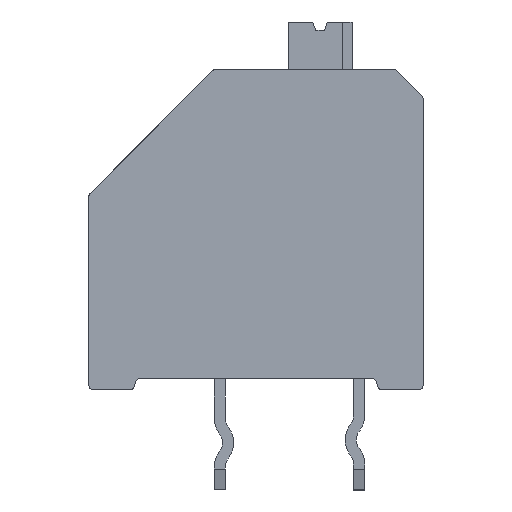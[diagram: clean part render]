
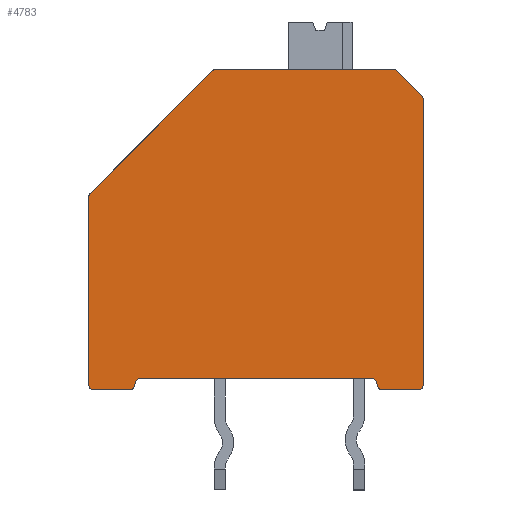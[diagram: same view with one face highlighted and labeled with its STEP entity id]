
A CAD part, front view. The second image highlights one B-rep face of the part: STEP entity #4783.
In plain terms, the highlighted planar face has unit normal (0, -1, 0).
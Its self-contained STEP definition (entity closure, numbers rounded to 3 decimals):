
#207=CIRCLE('',#5117,0.17);
#208=CIRCLE('',#5120,0.17);
#209=CIRCLE('',#5122,0.17);
#210=CIRCLE('',#5124,0.17);
#211=CIRCLE('',#5127,0.17);
#212=CIRCLE('',#5132,0.17);
#213=CIRCLE('',#5136,0.17);
#214=CIRCLE('',#5138,0.17);
#215=CIRCLE('',#5140,0.17);
#216=CIRCLE('',#5145,0.17);
#1191=ORIENTED_EDGE('',*,*,#1718,.F.);
#1192=ORIENTED_EDGE('',*,*,#1726,.T.);
#1193=ORIENTED_EDGE('',*,*,#1736,.T.);
#1194=ORIENTED_EDGE('',*,*,#1730,.F.);
#1195=ORIENTED_EDGE('',*,*,#1756,.T.);
#1196=ORIENTED_EDGE('',*,*,#1752,.F.);
#1197=ORIENTED_EDGE('',*,*,#1754,.T.);
#1198=ORIENTED_EDGE('',*,*,#1728,.T.);
#1199=ORIENTED_EDGE('',*,*,#1724,.F.);
#1200=ORIENTED_EDGE('',*,*,#1742,.T.);
#1201=ORIENTED_EDGE('',*,*,#1747,.T.);
#1202=ORIENTED_EDGE('',*,*,#1721,.T.);
#1203=ORIENTED_EDGE('',*,*,#1733,.F.);
#1204=ORIENTED_EDGE('',*,*,#1749,.T.);
#1205=ORIENTED_EDGE('',*,*,#1759,.T.);
#1206=ORIENTED_EDGE('',*,*,#1764,.T.);
#1207=ORIENTED_EDGE('',*,*,#1744,.F.);
#1208=ORIENTED_EDGE('',*,*,#1750,.T.);
#1209=ORIENTED_EDGE('',*,*,#1740,.T.);
#1210=ORIENTED_EDGE('',*,*,#1735,.T.);
#1718=EDGE_CURVE('',#2080,#2079,#2396,.T.);
#1721=EDGE_CURVE('',#2081,#2082,#207,.T.);
#1724=EDGE_CURVE('',#2084,#2083,#2401,.T.);
#1726=EDGE_CURVE('',#2080,#2085,#208,.T.);
#1728=EDGE_CURVE('',#2086,#2083,#209,.T.);
#1730=EDGE_CURVE('',#2087,#2088,#210,.T.);
#1733=EDGE_CURVE('',#2089,#2082,#2407,.T.);
#1735=EDGE_CURVE('',#2090,#2079,#211,.T.);
#1736=EDGE_CURVE('',#2085,#2088,#2409,.T.);
#1740=EDGE_CURVE('',#2091,#2090,#2413,.T.);
#1742=EDGE_CURVE('',#2084,#2092,#212,.T.);
#1744=EDGE_CURVE('',#2093,#2094,#2416,.T.);
#1747=EDGE_CURVE('',#2092,#2081,#2419,.T.);
#1749=EDGE_CURVE('',#2089,#2096,#213,.T.);
#1750=EDGE_CURVE('',#2093,#2091,#214,.T.);
#1752=EDGE_CURVE('',#2097,#2098,#215,.T.);
#1754=EDGE_CURVE('',#2097,#2086,#2423,.T.);
#1756=EDGE_CURVE('',#2087,#2098,#2425,.T.);
#1759=EDGE_CURVE('',#2096,#2100,#2428,.T.);
#1764=EDGE_CURVE('',#2100,#2094,#216,.T.);
#2079=VERTEX_POINT('',#7157);
#2080=VERTEX_POINT('',#7159);
#2081=VERTEX_POINT('',#7163);
#2082=VERTEX_POINT('',#7165);
#2083=VERTEX_POINT('',#7169);
#2084=VERTEX_POINT('',#7171);
#2085=VERTEX_POINT('',#7175);
#2086=VERTEX_POINT('',#7179);
#2087=VERTEX_POINT('',#7183);
#2088=VERTEX_POINT('',#7185);
#2089=VERTEX_POINT('',#7189);
#2090=VERTEX_POINT('',#7193);
#2091=VERTEX_POINT('',#7202);
#2092=VERTEX_POINT('',#7206);
#2093=VERTEX_POINT('',#7210);
#2094=VERTEX_POINT('',#7212);
#2096=VERTEX_POINT('',#7220);
#2097=VERTEX_POINT('',#7226);
#2098=VERTEX_POINT('',#7228);
#2100=VERTEX_POINT('',#7239);
#2396=LINE('',#7160,#2730);
#2401=LINE('',#7172,#2735);
#2407=LINE('',#7190,#2741);
#2409=LINE('',#7196,#2743);
#2413=LINE('',#7203,#2747);
#2416=LINE('',#7211,#2750);
#2419=LINE('',#7217,#2753);
#2423=LINE('',#7231,#2757);
#2425=LINE('',#7234,#2759);
#2428=LINE('',#7240,#2762);
#2730=VECTOR('',#6066,1000.);
#2735=VECTOR('',#6077,1000.);
#2741=VECTOR('',#6097,1000.);
#2743=VECTOR('',#6105,1000.);
#2747=VECTOR('',#6113,1000.);
#2750=VECTOR('',#6122,1000.);
#2753=VECTOR('',#6127,1000.);
#2757=VECTOR('',#6145,1000.);
#2759=VECTOR('',#6149,1000.);
#2762=VECTOR('',#6154,1000.);
#2962=EDGE_LOOP('',(#1191,#1192,#1193,#1194,#1195,#1196,#1197,#1198,#1199,
#1200,#1201,#1202,#1203,#1204,#1205,#1206,#1207,#1208,#1209,#1210));
#3164=FACE_BOUND('',#2962,.T.);
#3281=PLANE('',#5144);
#4783=ADVANCED_FACE('',(#3164),#3281,.T.);
#5117=AXIS2_PLACEMENT_3D('',#7166,#6071,#6072);
#5120=AXIS2_PLACEMENT_3D('',#7176,#6081,#6082);
#5122=AXIS2_PLACEMENT_3D('',#7180,#6086,#6087);
#5124=AXIS2_PLACEMENT_3D('',#7184,#6091,#6092);
#5127=AXIS2_PLACEMENT_3D('',#7194,#6101,#6102);
#5132=AXIS2_PLACEMENT_3D('',#7207,#6117,#6118);
#5136=AXIS2_PLACEMENT_3D('',#7221,#6131,#6132);
#5138=AXIS2_PLACEMENT_3D('',#7223,#6135,#6136);
#5140=AXIS2_PLACEMENT_3D('',#7227,#6140,#6141);
#5144=AXIS2_PLACEMENT_3D('',#7247,#6159,#6160);
#5145=AXIS2_PLACEMENT_3D('',#7248,#6161,#6162);
#6066=DIRECTION('',(-1.,0.,0.));
#6071=DIRECTION('',(0.,-1.,0.));
#6072=DIRECTION('',(0.,0.,-1.));
#6077=DIRECTION('',(-1.,0.,0.));
#6081=DIRECTION('',(0.,-1.,0.));
#6082=DIRECTION('',(0.,0.,-1.));
#6086=DIRECTION('',(0.,-1.,0.));
#6087=DIRECTION('',(0.,0.,-1.));
#6091=DIRECTION('',(0.,-1.,0.));
#6092=DIRECTION('',(0.,0.,-1.));
#6097=DIRECTION('',(0.707,0.,-0.707));
#6101=DIRECTION('',(0.,-1.,0.));
#6102=DIRECTION('',(0.,0.,-1.));
#6105=DIRECTION('',(0.259,0.,0.966));
#6113=DIRECTION('',(0.,0.,-1.));
#6117=DIRECTION('',(0.,-1.,0.));
#6118=DIRECTION('',(0.,0.,-1.));
#6122=DIRECTION('',(0.707,0.,0.707));
#6127=DIRECTION('',(0.,0.,1.));
#6131=DIRECTION('',(0.,-1.,0.));
#6132=DIRECTION('',(0.,0.,-1.));
#6135=DIRECTION('',(0.,-1.,0.));
#6136=DIRECTION('',(0.,0.,-1.));
#6140=DIRECTION('',(0.,-1.,0.));
#6141=DIRECTION('',(0.,0.,-1.));
#6145=DIRECTION('',(0.259,0.,-0.966));
#6149=DIRECTION('',(1.,0.,0.));
#6154=DIRECTION('',(-1.,0.,0.));
#6159=DIRECTION('',(0.,-1.,0.));
#6160=DIRECTION('',(0.,0.,-1.));
#6161=DIRECTION('',(0.,-1.,0.));
#6162=DIRECTION('',(0.,0.,-1.));
#7157=CARTESIAN_POINT('',(0.17,-5.31,-0.17));
#7159=CARTESIAN_POINT('',(1.47,-5.31,-0.17));
#7160=CARTESIAN_POINT('',(6.,-5.31,-0.17));
#7163=CARTESIAN_POINT('',(12.,-5.31,10.26));
#7165=CARTESIAN_POINT('',(11.95,-5.31,10.38));
#7166=CARTESIAN_POINT('',(11.83,-5.31,10.26));
#7169=CARTESIAN_POINT('',(10.53,-5.31,-0.17));
#7171=CARTESIAN_POINT('',(11.83,-5.31,-0.17));
#7172=CARTESIAN_POINT('',(6.,-5.31,-0.17));
#7175=CARTESIAN_POINT('',(1.634,-5.31,-0.044));
#7176=CARTESIAN_POINT('',(1.47,-5.31,0.));
#7179=CARTESIAN_POINT('',(10.366,-5.31,-0.044));
#7180=CARTESIAN_POINT('',(10.53,-5.31,0.));
#7183=CARTESIAN_POINT('',(1.838,-5.31,0.23));
#7184=CARTESIAN_POINT('',(1.838,-5.31,0.06));
#7185=CARTESIAN_POINT('',(1.673,-5.31,0.104));
#7189=CARTESIAN_POINT('',(11.05,-5.31,11.28));
#7190=CARTESIAN_POINT('',(11.5,-5.31,10.83));
#7193=CARTESIAN_POINT('',(0.,-5.31,0.));
#7194=CARTESIAN_POINT('',(0.17,-5.31,0.));
#7196=CARTESIAN_POINT('',(1.707,-5.31,0.23));
#7202=CARTESIAN_POINT('',(0.,-5.31,6.76));
#7203=CARTESIAN_POINT('',(0.,-5.31,13.03));
#7206=CARTESIAN_POINT('',(12.,-5.31,0.));
#7207=CARTESIAN_POINT('',(11.83,-5.31,0.));
#7210=CARTESIAN_POINT('',(0.05,-5.31,6.88));
#7211=CARTESIAN_POINT('',(1.847,-5.31,8.677));
#7212=CARTESIAN_POINT('',(4.45,-5.31,11.28));
#7217=CARTESIAN_POINT('',(12.,-5.31,-3.77));
#7220=CARTESIAN_POINT('',(10.93,-5.31,11.33));
#7221=CARTESIAN_POINT('',(10.93,-5.31,11.16));
#7223=CARTESIAN_POINT('',(0.17,-5.31,6.76));
#7226=CARTESIAN_POINT('',(10.327,-5.31,0.104));
#7227=CARTESIAN_POINT('',(10.162,-5.31,0.06));
#7228=CARTESIAN_POINT('',(10.162,-5.31,0.23));
#7231=CARTESIAN_POINT('',(10.774,-5.31,-1.566));
#7234=CARTESIAN_POINT('',(10.493,-5.31,0.23));
#7239=CARTESIAN_POINT('',(4.57,-5.31,11.33));
#7240=CARTESIAN_POINT('',(12.,-5.31,11.33));
#7247=CARTESIAN_POINT('',(0.,-5.31,0.));
#7248=CARTESIAN_POINT('',(4.57,-5.31,11.16));
